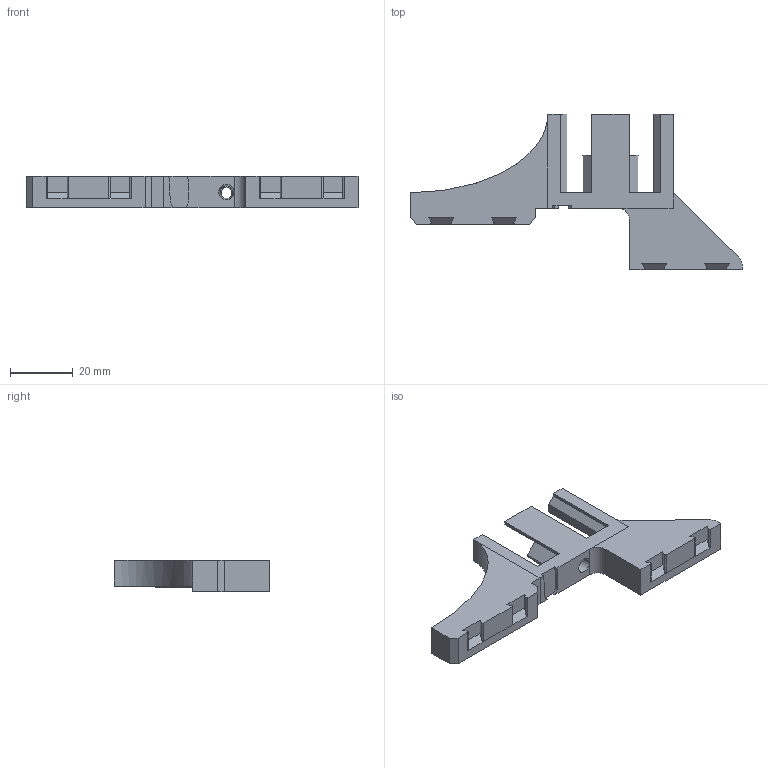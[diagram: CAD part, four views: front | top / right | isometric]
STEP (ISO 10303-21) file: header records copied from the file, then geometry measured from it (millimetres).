
FILE_DESCRIPTION(('FreeCAD Model'),'2;1');
FILE_NAME('Open CASCADE Shape Model','2025-08-30T22:51:14',(''),(''), 'Open CASCADE STEP processor 7.8','FreeCAD','Unknown');
FILE_SCHEMA(('AUTOMOTIVE_DESIGN { 1 0 10303 214 1 1 1 1 }'));
Length unit declared in the file: millimetre
Products named in the file (1): front_arm_slide_offseted
Bounding box: 106 x 49.5 x 10 mm (x, y, z)
Volume: 17043 mm3; surface area: 7902 mm2
Topology: 1 solids, 1 shells, 105 faces, 302 edges, 198 vertices
Faces by surface type: plane 85, cylinder 18, cone 1, extrusion 1
Entity records: 7542 total; most frequent: CARTESIAN_POINT 1470, DIRECTION 1133, VECTOR 814, LINE 813, ORIENTED_EDGE 604, PCURVE 604, DEFINITIONAL_REPRESENTATION 604, EDGE_CURVE 302
